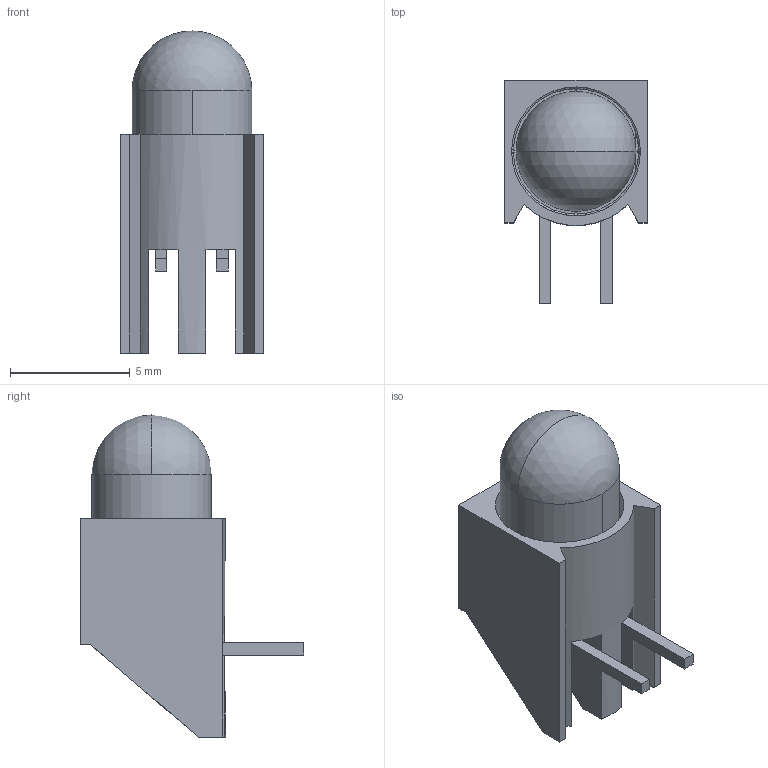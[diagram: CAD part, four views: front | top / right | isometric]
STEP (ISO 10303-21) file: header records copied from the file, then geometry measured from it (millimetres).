
FILE_DESCRIPTION (( 'STEP AP203' ), '1' );
FILE_NAME ('5300Hx.STEP', '2016-04-15T00:08:41', ( '' ), ( '' ), 'SwSTEP 2.0', 'SolidWorks 2014', '' );
FILE_SCHEMA (( 'CONFIG_CONTROL_DESIGN' ));
Length unit declared in the file: inch
Products named in the file (3): F14547BKV0-A - C7718; 4301H1-5; 5300Hx
Assembly tree (2 placements, depth 2):
  5300Hx
    F14547BKV0-A - C7718
    4301H1-5
Bounding box: 5.96 x 9.35 x 13.46 mm (x, y, z)
Volume: 280.6 mm3; surface area: 583.3 mm2
Topology: 2 solids, 2 shells, 109 faces, 296 edges, 193 vertices
Faces by surface type: plane 82, cylinder 12, torus 8, cone 5, sphere 2
Entity records: 3945 total; most frequent: CARTESIAN_POINT 889, ORIENTED_EDGE 588, DIRECTION 548, EDGE_CURVE 294, VECTOR 220, LINE 220, VERTEX_POINT 193, AXIS2_PLACEMENT_3D 164
